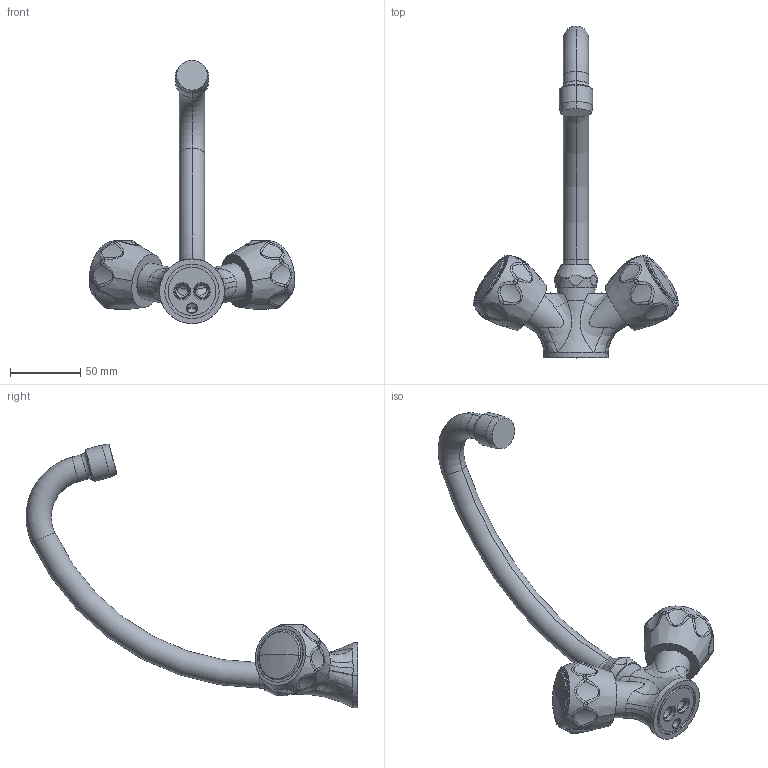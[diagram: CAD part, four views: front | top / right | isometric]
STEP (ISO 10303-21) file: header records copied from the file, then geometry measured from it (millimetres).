
FILE_DESCRIPTION((''),'2;1');
FILE_NAME('DA180CR','2021-11-09T13:00:55',('ut3'),('PAFFONI SpA'),'CREO PARAMETRIC BY PTC INC, 2020044','CREO PARAMETRIC BY PTC INC, 2020044','');
FILE_SCHEMA(('CONFIG_CONTROL_DESIGN','SHAPE_APPEARANCE_LAYERS_GROUPS'));
Length unit declared in the file: millimetre
Products named in the file (1): DA180CR
Bounding box: 145.82 x 235.33 x 186.94 mm (x, y, z)
Volume: 249271.2 mm3; surface area: 56102.7 mm2
Topology: 1 solids, 1 shells, 361 faces, 825 edges, 478 vertices
Faces by surface type: bspline 97, cylinder 96, torus 80, cone 46, plane 38, sphere 4
Entity records: 22262 total; most frequent: CARTESIAN_POINT 12183, ORIENTED_EDGE 1626, DIRECTION 1530, EDGE_CURVE 813, AXIS2_PLACEMENT_3D 705, VERTEX_POINT 478, CIRCLE 441, EDGE_LOOP 387
